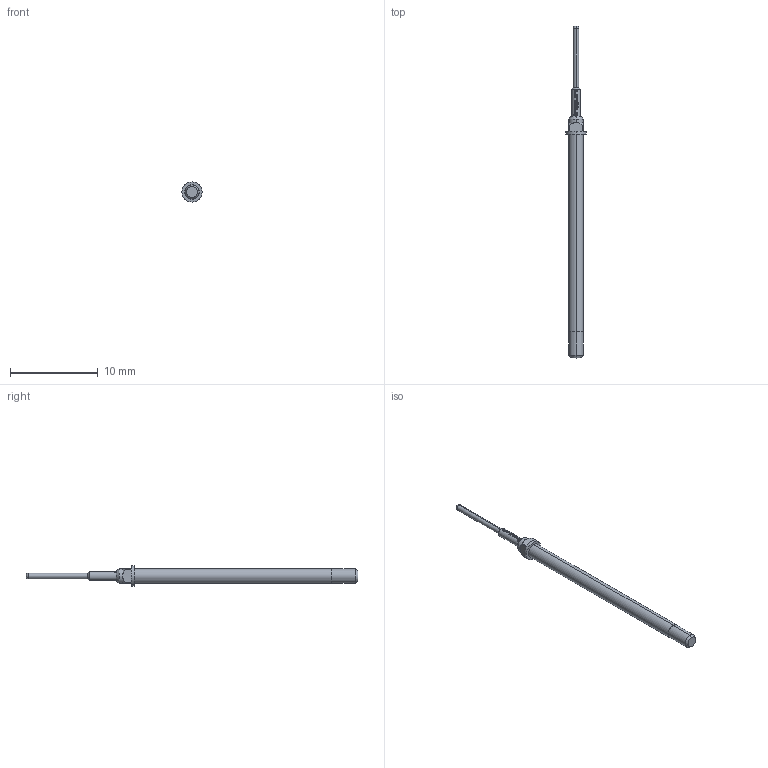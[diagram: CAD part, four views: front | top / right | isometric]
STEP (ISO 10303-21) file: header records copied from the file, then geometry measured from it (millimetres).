
FILE_DESCRIPTION (( 'STEP AP203' ), '1' );
FILE_NAME ('INGUN_GKS-112_305_065_Axx02MLP20-070.STEP', '2022-01-21T10:16:16', ( 'ochi' ), ( '' ), 'SwSTEP 2.0', 'SolidWorks 2018', '' );
FILE_SCHEMA (( 'CONFIG_CONTROL_DESIGN' ));
Length unit declared in the file: millimetre
Products named in the file (1): INGUN_GKS-112_305_065_Axx02MLP20-070
Bounding box: 2.3 x 37.8 x 2.3 mm (x, y, z)
Volume: 64.3 mm3; surface area: 174.9 mm2
Topology: 1 solids, 1 shells, 119 faces, 322 edges, 208 vertices
Faces by surface type: bspline 37, plane 37, cylinder 31, cone 12, torus 2
Entity records: 4819 total; most frequent: CARTESIAN_POINT 2285, ORIENTED_EDGE 644, EDGE_CURVE 322, DIRECTION 300, B_SPLINE_CURVE_WITH_KNOTS 230, VERTEX_POINT 208, AXIS2_PLACEMENT_3D 125, EDGE_LOOP 122
